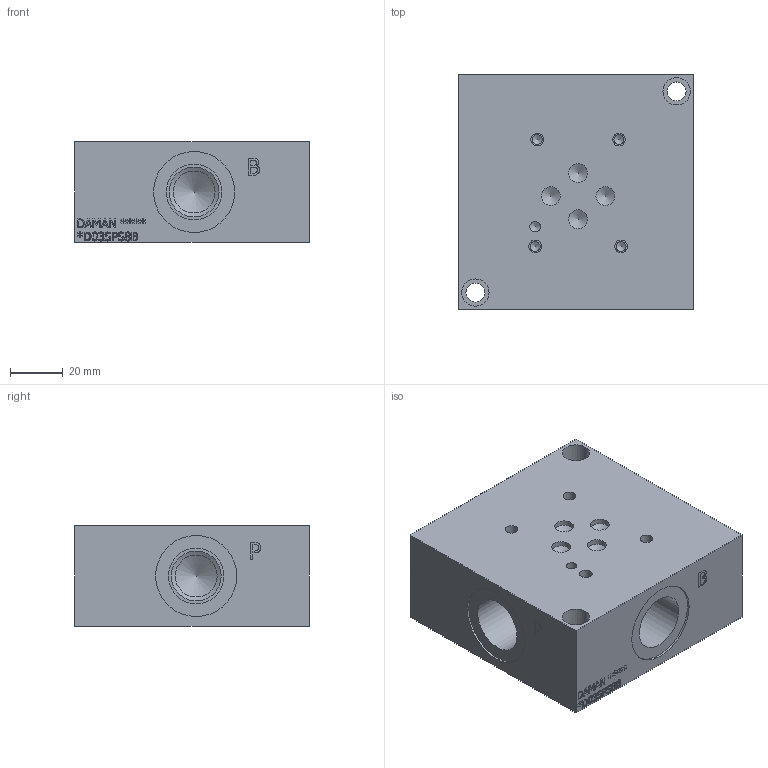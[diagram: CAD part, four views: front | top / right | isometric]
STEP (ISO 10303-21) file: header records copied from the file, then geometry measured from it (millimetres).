
FILE_DESCRIPTION(/* description */ (''),/* implementation_level */ '2;1');
FILE_NAME(/* name */ '_D03SPS8B.stp',/* time_stamp */ '2022-01-31T14:05:25-05:00',/* author */ ('bobbyh'),/* organization */ (''),/* preprocessor_version */ 'ST-DEVELOPER v18',/* originating_system */ 'Autodesk Inventor 2020',/* authorisation */ '');
FILE_SCHEMA (('AUTOMOTIVE_DESIGN { 1 0 10303 214 3 1 1 }'));
Length unit declared in the file: millimetre
Products named in the file (1): Part__D03SPS8B_3D
Bounding box: 88.9 x 88.9 x 38.1 mm (x, y, z)
Volume: 261197.2 mm3; surface area: 39032.9 mm2
Topology: 1 solids, 1 shells, 468 faces, 1283 edges, 867 vertices
Faces by surface type: plane 276, bspline 142, cylinder 33, cone 17
Full cylindrical faces by diameter (mm): 3.785 x4, 3.962 x1, 4.826 x4, 7.112 x4, 7.163 x2, 10.312 x2, 15.875 x4, 18.923 x4, 21.057 x4, 30.683 x4
Entity records: 15912 total; most frequent: CARTESIAN_POINT 4452, ORIENTED_EDGE 2540, DIRECTION 1762, EDGE_CURVE 1270, VERTEX_POINT 867, LINE 864, VECTOR 864, EDGE_LOOP 535
